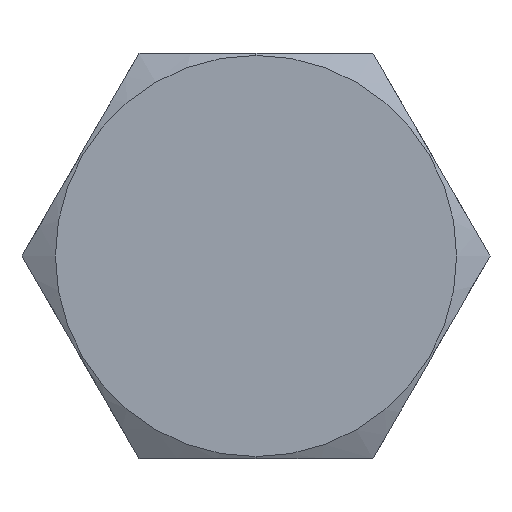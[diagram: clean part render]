
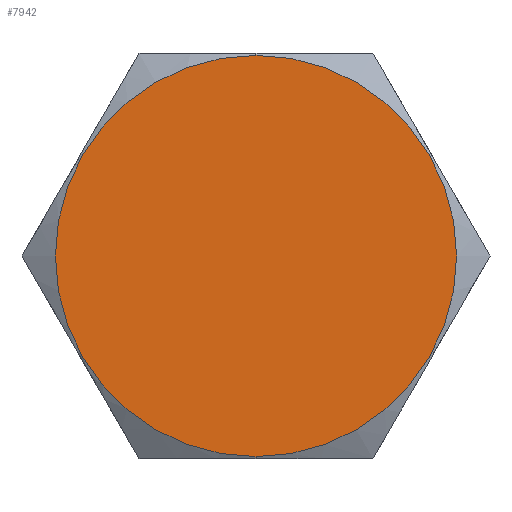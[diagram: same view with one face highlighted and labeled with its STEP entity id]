
A CAD part, left-side view. The second image highlights one B-rep face of the part: STEP entity #7942.
In plain terms, the highlighted planar face has unit normal (-1, 0, 0).
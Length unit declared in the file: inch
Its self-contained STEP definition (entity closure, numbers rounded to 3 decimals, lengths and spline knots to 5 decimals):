
#475 = DIRECTION ( 'NONE',  ( 0., 0., 1. ) ) ;
#1125 = FACE_OUTER_BOUND ( 'NONE', #5364, .T. ) ;
#1196 = ORIENTED_EDGE ( 'NONE', *, *, #3436, .T. ) ;
#1270 = AXIS2_PLACEMENT_3D ( 'NONE', #7325, #4163, #4189 ) ;
#1662 = CARTESIAN_POINT ( 'NONE',  ( -1.12, 0., 0. ) ) ;
#1753 = CARTESIAN_POINT ( 'NONE',  ( -1.12, 0., 0. ) ) ;
#1790 = DIRECTION ( 'NONE',  ( 0., 0., 1. ) ) ;
#2450 = AXIS2_PLACEMENT_3D ( 'NONE', #1662, #5780, #1790 ) ;
#2674 = CARTESIAN_POINT ( 'NONE',  ( -1.12, 0., 0.495 ) ) ;
#3436 = EDGE_CURVE ( 'NONE', #6402, #4402, #5488, .T. ) ;
#3526 = PLANE ( 'NONE',  #1270 ) ;
#4129 = EDGE_CURVE ( 'NONE', #4402, #6402, #6878, .T. ) ;
#4163 = DIRECTION ( 'NONE',  ( 1., 0., 0. ) ) ;
#4189 = DIRECTION ( 'NONE',  ( 0., 0., -1. ) ) ;
#4250 = AXIS2_PLACEMENT_3D ( 'NONE', #1753, #7418, #475 ) ;
#4402 = VERTEX_POINT ( 'NONE', #5025 ) ;
#5025 = CARTESIAN_POINT ( 'NONE',  ( -1.12, 0., -0.495 ) ) ;
#5364 = EDGE_LOOP ( 'NONE', ( #7523, #1196 ) ) ;
#5488 = CIRCLE ( 'NONE', #2450, 0.495 ) ;
#5780 = DIRECTION ( 'NONE',  ( -1., 0., 0. ) ) ;
#6402 = VERTEX_POINT ( 'NONE', #2674 ) ;
#6878 = CIRCLE ( 'NONE', #4250, 0.495 ) ;
#7325 = CARTESIAN_POINT ( 'NONE',  ( -1.12, 0.28868, 0.5 ) ) ;
#7418 = DIRECTION ( 'NONE',  ( -1., 0., 0. ) ) ;
#7523 = ORIENTED_EDGE ( 'NONE', *, *, #4129, .T. ) ;
#7942 = ADVANCED_FACE ( 'NONE', ( #1125 ), #3526, .F. ) ;
